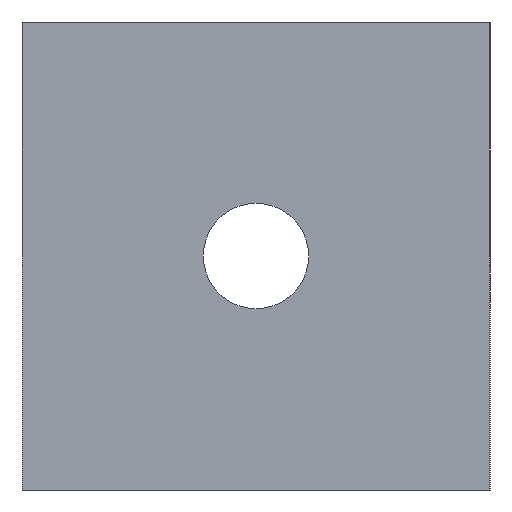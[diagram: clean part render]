
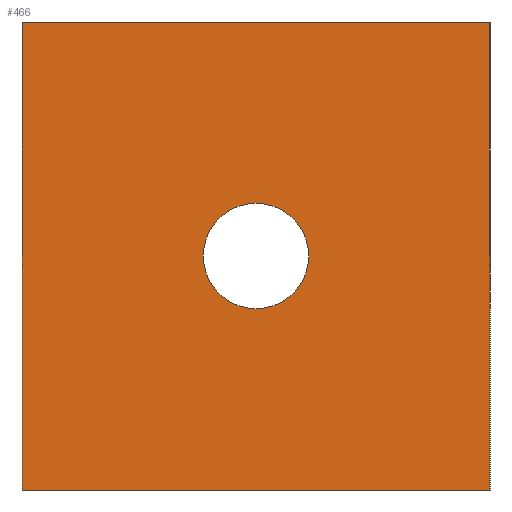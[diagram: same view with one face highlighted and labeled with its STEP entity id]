
A CAD part, left-side view. The second image highlights one B-rep face of the part: STEP entity #466.
In plain terms, the highlighted planar face has unit normal (-1, 0, 0).
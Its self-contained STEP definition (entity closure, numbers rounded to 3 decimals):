
#4 = EDGE_LOOP ( 'NONE', ( #155, #154, #153, #152 ) ) ;
#10 = VERTEX_POINT ( 'NONE', #52 ) ;
#12 = VERTEX_POINT ( 'NONE', #54 ) ;
#26 = EDGE_CURVE ( 'NONE', #236, #239, #123, .T. ) ;
#31 = EDGE_CURVE ( 'NONE', #12, #242, #133, .T. ) ;
#32 = EDGE_CURVE ( 'NONE', #240, #242, #127, .T. ) ;
#33 = EDGE_CURVE ( 'NONE', #10, #12, #135, .T. ) ;
#52 = CARTESIAN_POINT ( 'NONE',  ( 0., 40., 40. ) ) ;
#54 = CARTESIAN_POINT ( 'NONE',  ( 0., 0., 40. ) ) ;
#89 = DIRECTION ( 'NONE',  ( 0., -1., 0. ) ) ;
#90 = DIRECTION ( 'NONE',  ( 0., -1., 0. ) ) ;
#91 = DIRECTION ( 'NONE',  ( 0., 0., -1. ) ) ;
#92 = CARTESIAN_POINT ( 'NONE',  ( 0., 0., 40. ) ) ;
#99 = CARTESIAN_POINT ( 'NONE',  ( 0., 40., 40. ) ) ;
#100 = DIRECTION ( 'NONE',  ( 0., 0., -1. ) ) ;
#101 = DIRECTION ( 'NONE',  ( 1., 0., 0. ) ) ;
#102 = CARTESIAN_POINT ( 'NONE',  ( 0., 20., 20. ) ) ;
#104 = CARTESIAN_POINT ( 'NONE',  ( 0., 40., 0. ) ) ;
#123 = CIRCLE ( 'NONE', #532, 4.5 ) ;
#127 = LINE ( 'NONE', #104, #138 ) ;
#133 = LINE ( 'NONE', #92, #136 ) ;
#135 = LINE ( 'NONE', #99, #140 ) ;
#136 = VECTOR ( 'NONE', #91, 1000. ) ;
#138 = VECTOR ( 'NONE', #90, 1000. ) ;
#140 = VECTOR ( 'NONE', #89, 1000. ) ;
#152 = ORIENTED_EDGE ( 'NONE', *, *, #540, .T. ) ;
#153 = ORIENTED_EDGE ( 'NONE', *, *, #33, .F. ) ;
#154 = ORIENTED_EDGE ( 'NONE', *, *, #31, .F. ) ;
#155 = ORIENTED_EDGE ( 'NONE', *, *, #32, .T. ) ;
#156 = ORIENTED_EDGE ( 'NONE', *, *, #537, .T. ) ;
#157 = ORIENTED_EDGE ( 'NONE', *, *, #26, .T. ) ;
#188 = CIRCLE ( 'NONE', #508, 4.5 ) ;
#190 = LINE ( 'NONE', #346, #194 ) ;
#194 = VECTOR ( 'NONE', #345, 1000. ) ;
#236 = VERTEX_POINT ( 'NONE', #329 ) ;
#239 = VERTEX_POINT ( 'NONE', #356 ) ;
#240 = VERTEX_POINT ( 'NONE', #292 ) ;
#242 = VERTEX_POINT ( 'NONE', #323 ) ;
#277 = DIRECTION ( 'NONE',  ( 0., 1., 0. ) ) ;
#279 = DIRECTION ( 'NONE',  ( 1., 0., 0. ) ) ;
#282 = PLANE ( 'NONE',  #512 ) ;
#290 = CARTESIAN_POINT ( 'NONE',  ( 0., 40., 40. ) ) ;
#292 = CARTESIAN_POINT ( 'NONE',  ( 0., 40., 0. ) ) ;
#323 = CARTESIAN_POINT ( 'NONE',  ( 0., 0., 0. ) ) ;
#329 = CARTESIAN_POINT ( 'NONE',  ( 0., 20., 15.5 ) ) ;
#345 = DIRECTION ( 'NONE',  ( 0., 0., -1. ) ) ;
#346 = CARTESIAN_POINT ( 'NONE',  ( 0., 40., 40. ) ) ;
#352 = DIRECTION ( 'NONE',  ( 0., 0., -1. ) ) ;
#353 = DIRECTION ( 'NONE',  ( 1., 0., 0. ) ) ;
#354 = CARTESIAN_POINT ( 'NONE',  ( 0., 20., 20. ) ) ;
#356 = CARTESIAN_POINT ( 'NONE',  ( 0., 20., 24.5 ) ) ;
#434 = FACE_BOUND ( 'NONE', #475, .T. ) ;
#443 = FACE_OUTER_BOUND ( 'NONE', #4, .T. ) ;
#466 = ADVANCED_FACE ( 'NONE', ( #434, #443 ), #282, .F. ) ;
#475 = EDGE_LOOP ( 'NONE', ( #157, #156 ) ) ;
#508 = AXIS2_PLACEMENT_3D ( 'NONE', #354, #353, #352 ) ;
#512 = AXIS2_PLACEMENT_3D ( 'NONE', #290, #279, #277 ) ;
#532 = AXIS2_PLACEMENT_3D ( 'NONE', #102, #101, #100 ) ;
#537 = EDGE_CURVE ( 'NONE', #239, #236, #188, .T. ) ;
#540 = EDGE_CURVE ( 'NONE', #10, #240, #190, .T. ) ;
